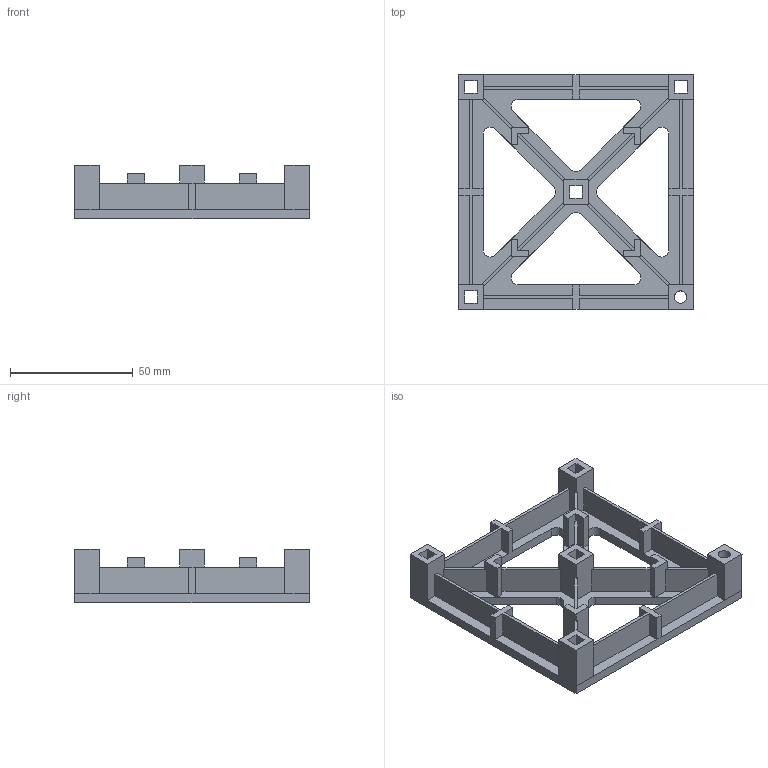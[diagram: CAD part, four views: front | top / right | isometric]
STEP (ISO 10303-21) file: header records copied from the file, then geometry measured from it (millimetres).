
FILE_DESCRIPTION(/* description */ (''),/* implementation_level */ '2;1');
FILE_NAME(/* name */ 'ece37aea-1c5c-48eb-846d-b9e9da68ac68.stp',/* time_stamp */ '2016-07-12T22:29:02-05:00',/* author */ (''),/* organization */ (''),/* preprocessor_version */ 'ST-DEVELOPER v16.5',/* originating_system */ 'Autodesk Translation Framework v5.1.0.3141',/* authorisation */ '');
FILE_SCHEMA (('AUTOMOTIVE_DESIGN { 1 0 10303 214 3 1 1 }'));
Length unit declared in the file: centimetre
Products named in the file (1): Base v1
Bounding box: 95.5 x 95.5 x 21.75 mm (x, y, z)
Volume: 35863.5 mm3; surface area: 32020.4 mm2
Topology: 1 solids, 1 shells, 178 faces, 514 edges, 334 vertices
Faces by surface type: plane 165, cylinder 13
Full cylindrical faces by diameter (mm): 5 x1
Entity records: 5771 total; most frequent: ORIENTED_EDGE 1026, CARTESIAN_POINT 1026, DIRECTION 897, EDGE_CURVE 513, LINE 487, VECTOR 487, VERTEX_POINT 334, AXIS2_PLACEMENT_3D 205
